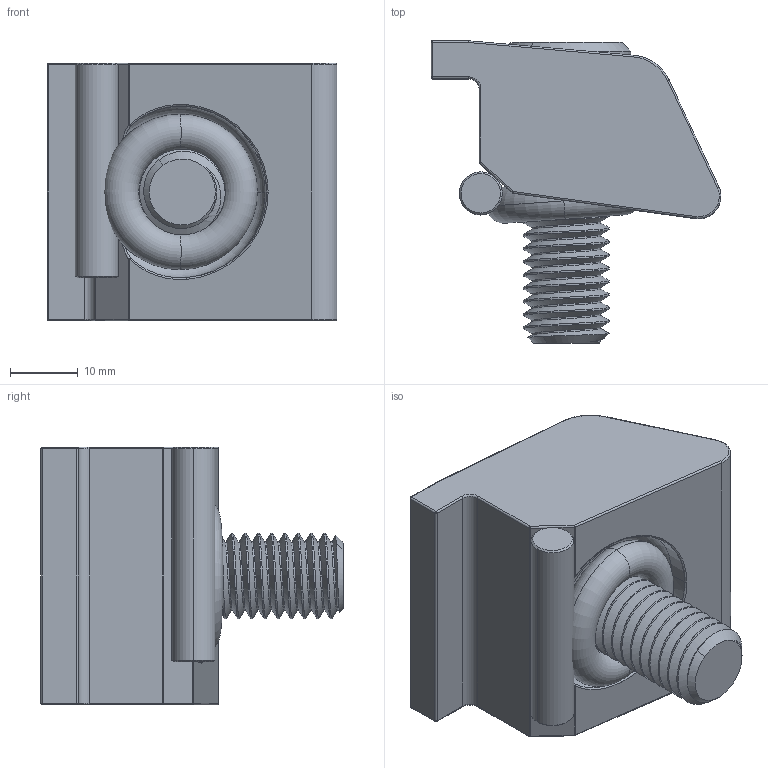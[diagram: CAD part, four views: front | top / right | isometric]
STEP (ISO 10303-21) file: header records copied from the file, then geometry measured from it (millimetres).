
FILE_DESCRIPTION (( 'STEP AP214' ), '1' );
FILE_NAME ('26088.STEP', '2024-09-13T18:54:20', ( '' ), ( '' ), 'SwSTEP 2.0', 'SolidWorks 2021', '' );
FILE_SCHEMA (( 'AUTOMOTIVE_DESIGN' ));
Length unit declared in the file: inch
Products named in the file (5): 310 O-RING_310 O-RING; 1213114 SHCS_1213114 SHCS; 26188_26188; 260881_260881; 26088
Assembly tree (4 placements, depth 2):
  26088
    260881_260881
    1213114 SHCS_1213114 SHCS
    310 O-RING_310 O-RING
    26188_26188
Bounding box: 42.86 x 44.68 x 38.1 mm (x, y, z)
Volume: 29672 mm3; surface area: 11982.6 mm2
Topology: 4 solids, 4 shells, 198 faces, 479 edges, 285 vertices
Faces by surface type: cylinder 104, plane 27, bspline 22, cone 19, torus 16, sphere 10
Entity records: 9155 total; most frequent: CARTESIAN_POINT 4863, ORIENTED_EDGE 950, DIRECTION 788, EDGE_CURVE 475, AXIS2_PLACEMENT_3D 314, VERTEX_POINT 285, EDGE_LOOP 202, ADVANCED_FACE 198
